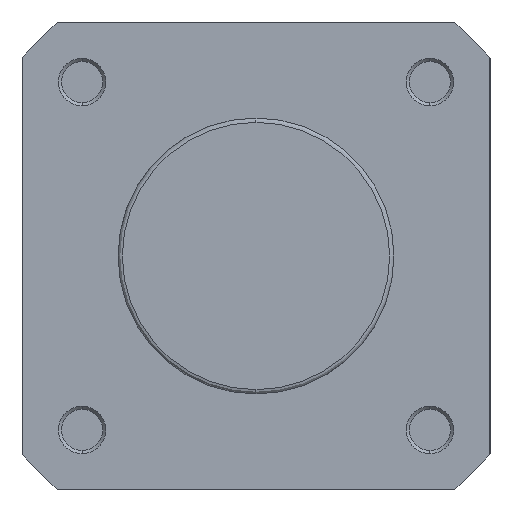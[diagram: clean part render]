
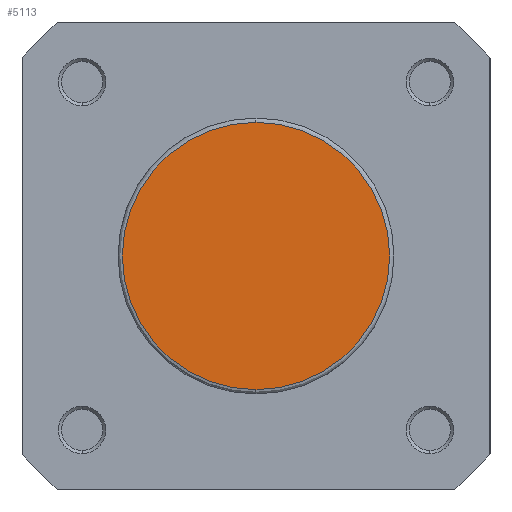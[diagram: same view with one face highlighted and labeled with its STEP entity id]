
A CAD part, left-side view. The second image highlights one B-rep face of the part: STEP entity #5113.
In plain terms, the highlighted planar face has unit normal (-1, 0, 0).
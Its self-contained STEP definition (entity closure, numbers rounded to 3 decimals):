
#751 = EDGE_LOOP ( 'NONE', ( #1123, #1109 ) ) ;
#916 = CIRCLE ( 'NONE', #3245, 21.7 ) ;
#1109 = ORIENTED_EDGE ( 'NONE', *, *, #3011, .T. ) ;
#1123 = ORIENTED_EDGE ( 'NONE', *, *, #3647, .T. ) ;
#1811 = FACE_OUTER_BOUND ( 'NONE', #751, .T. ) ;
#2309 = PLANE ( 'NONE',  #3548 ) ;
#2310 = CARTESIAN_POINT ( 'NONE',  ( 0., 22.4, 0. ) ) ;
#2319 = DIRECTION ( 'NONE',  ( 1., 0., 0. ) ) ;
#2320 = DIRECTION ( 'NONE',  ( 0., 0., -1. ) ) ;
#2590 = CARTESIAN_POINT ( 'NONE',  ( 0., 0., -21.7 ) ) ;
#2659 = CARTESIAN_POINT ( 'NONE',  ( 0., 0., 21.7 ) ) ;
#2882 = CIRCLE ( 'NONE', #3327, 21.7 ) ;
#3011 = EDGE_CURVE ( 'NONE', #5460, #5388, #916, .T. ) ;
#3245 = AXIS2_PLACEMENT_3D ( 'NONE', #4047, #4048, #4049 ) ;
#3327 = AXIS2_PLACEMENT_3D ( 'NONE', #4485, #4495, #4496 ) ;
#3548 = AXIS2_PLACEMENT_3D ( 'NONE', #2310, #2319, #2320 ) ;
#3647 = EDGE_CURVE ( 'NONE', #5388, #5460, #2882, .T. ) ;
#4047 = CARTESIAN_POINT ( 'NONE',  ( 0., 0., 0. ) ) ;
#4048 = DIRECTION ( 'NONE',  ( -1., 0., 0. ) ) ;
#4049 = DIRECTION ( 'NONE',  ( 0., 0., -1. ) ) ;
#4485 = CARTESIAN_POINT ( 'NONE',  ( 0., 0., 0. ) ) ;
#4495 = DIRECTION ( 'NONE',  ( -1., 0., 0. ) ) ;
#4496 = DIRECTION ( 'NONE',  ( 0., 0., -1. ) ) ;
#5113 = ADVANCED_FACE ( 'NONE', ( #1811 ), #2309, .F. ) ;
#5388 = VERTEX_POINT ( 'NONE', #2590 ) ;
#5460 = VERTEX_POINT ( 'NONE', #2659 ) ;
